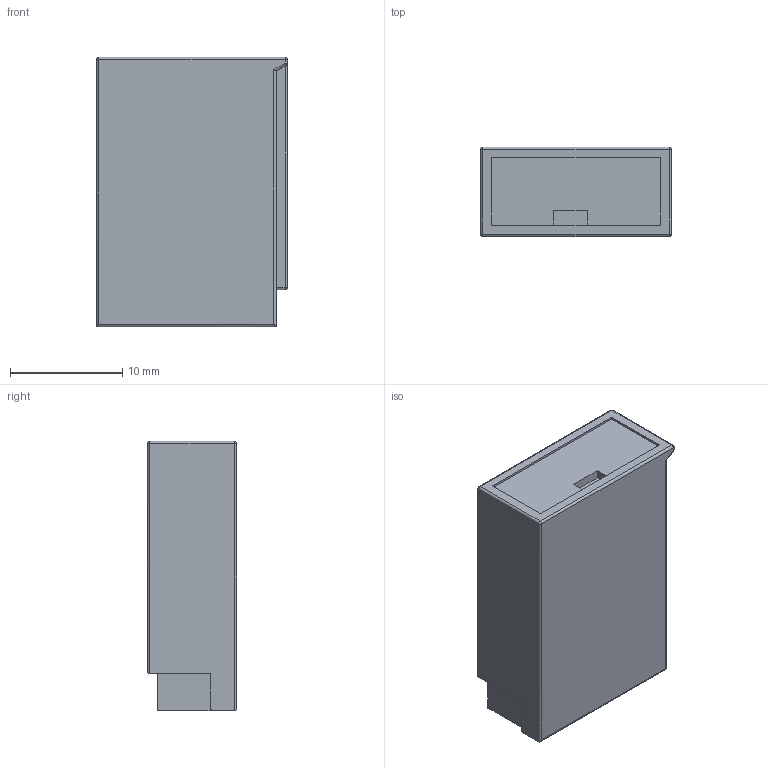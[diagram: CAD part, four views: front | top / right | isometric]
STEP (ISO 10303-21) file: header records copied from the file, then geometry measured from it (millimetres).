
FILE_DESCRIPTION (( 'STEP AP214' ), '1' );
FILE_NAME ('6GK59040PA00_001_STEP.STEP', '2013-06-28T13:11:29', ( '' ), ( '' ), 'SwSTEP 2.0', 'SolidWorks 2013', '' );
FILE_SCHEMA (( 'AUTOMOTIVE_DESIGN' ));
Length unit declared in the file: millimetre
Products named in the file (3): Beschriftung; Body; 6GK59040PA00_001_STEP
Assembly tree (2 placements, depth 2):
  6GK59040PA00_001_STEP
    Body
    Beschriftung
Bounding box: 17 x 7.95 x 24 mm (x, y, z)
Volume: 2978.8 mm3; surface area: 1558.4 mm2
Topology: 1 solids, 34 shells, 215 faces, 914 edges, 752 vertices
Faces by surface type: plane 190, cylinder 18, sphere 7
Entity records: 13953 total; most frequent: CARTESIAN_POINT 4643, ORIENTED_EDGE 1332, DIRECTION 1142, EDGE_CURVE 900, VERTEX_POINT 745, LINE 648, VECTOR 648, EDGE_LOOP 253
